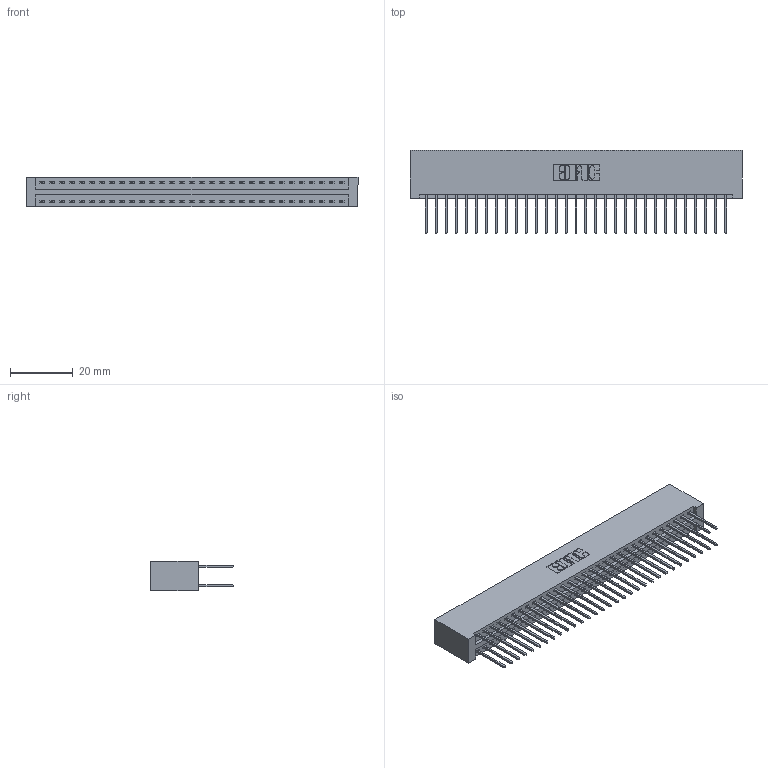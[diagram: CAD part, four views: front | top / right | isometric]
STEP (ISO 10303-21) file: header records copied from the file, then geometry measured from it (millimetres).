
FILE_DESCRIPTION (( 'STEP AP203' ), '1' );
FILE_NAME ('396-062-522-201.STEP', '2019-10-30T17:03:26', ( '' ), ( '' ), 'SwSTEP 2.0', 'SolidWorks 2016', '' );
FILE_SCHEMA (( 'CONFIG_CONTROL_DESIGN' ));
Length unit declared in the file: inch
Products named in the file (3): 346 Part_No Mounting Lugs; 396-062-522-201; 345-292-001_345-293-122
Assembly tree (63 placements, depth 2):
  396-062-522-201
    346 Part_No Mounting Lugs
    345-292-001_345-293-122  x62
Bounding box: 105.66 x 26.42 x 9.4 mm (x, y, z)
Volume: 10950.2 mm3; surface area: 15778.6 mm2
Topology: 63 solids, 63 shells, 3338 faces, 9915 edges, 6526 vertices
Faces by surface type: plane 2242, cylinder 1096
Entity records: 21453 total; most frequent: CARTESIAN_POINT 3548, ORIENTED_EDGE 3482, DIRECTION 3173, EDGE_CURVE 1741, LINE 1493, VECTOR 1493, VERTEX_POINT 1158, AXIS2_PLACEMENT_3D 840
